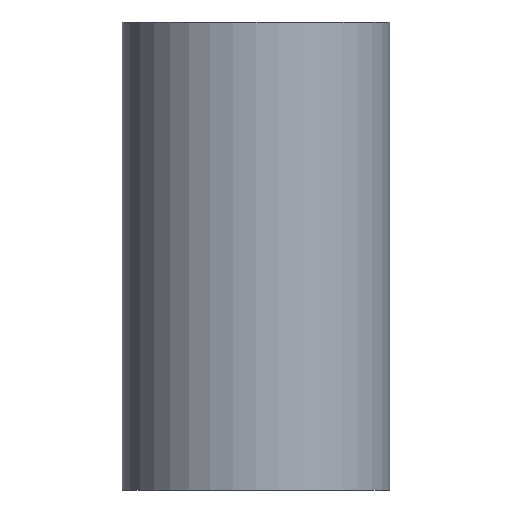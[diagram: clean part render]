
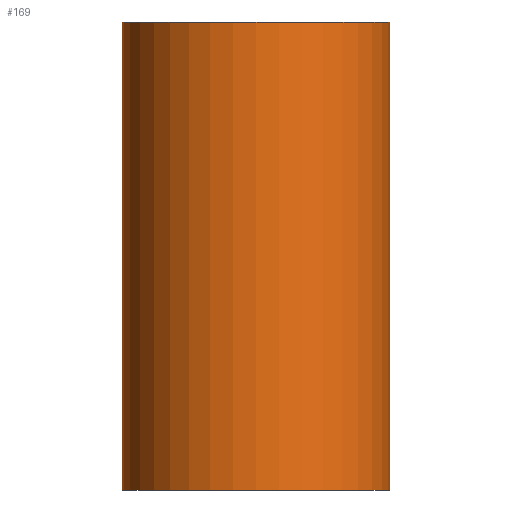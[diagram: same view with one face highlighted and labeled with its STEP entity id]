
A CAD part, front view. The second image highlights one B-rep face of the part: STEP entity #169.
In plain terms, the highlighted cylindrical face has radius 12 mm (diameter 24 mm), a partial arc.
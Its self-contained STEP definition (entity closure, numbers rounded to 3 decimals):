
#2 = ORIENTED_EDGE ( 'NONE', *, *, #175, .F. ) ;
#3 = DIRECTION ( 'NONE',  ( 1., 0., 0. ) ) ;
#12 = LINE ( 'NONE', #77, #137 ) ;
#13 = CARTESIAN_POINT ( 'NONE',  ( -12., 0., 21. ) ) ;
#17 = AXIS2_PLACEMENT_3D ( 'NONE', #170, #34, #3 ) ;
#26 = AXIS2_PLACEMENT_3D ( 'NONE', #154, #145, #79 ) ;
#27 = DIRECTION ( 'NONE',  ( 0., 0., -1. ) ) ;
#28 = CARTESIAN_POINT ( 'NONE',  ( 12., 0., 21. ) ) ;
#34 = DIRECTION ( 'NONE',  ( 0., 0., 1. ) ) ;
#35 = EDGE_CURVE ( 'NONE', #133, #114, #12, .T. ) ;
#36 = VERTEX_POINT ( 'NONE', #167 ) ;
#39 = ORIENTED_EDGE ( 'NONE', *, *, #132, .T. ) ;
#41 = EDGE_LOOP ( 'NONE', ( #134, #2, #116, #39 ) ) ;
#67 = CIRCLE ( 'NONE', #17, 12. ) ;
#77 = CARTESIAN_POINT ( 'NONE',  ( 12., 0., 21. ) ) ;
#78 = DIRECTION ( 'NONE',  ( 1., 0., 0. ) ) ;
#79 = DIRECTION ( 'NONE',  ( -1., 0., 0. ) ) ;
#102 = DIRECTION ( 'NONE',  ( 0., 0., -1. ) ) ;
#105 = CARTESIAN_POINT ( 'NONE',  ( 12., 0., -21. ) ) ;
#106 = CARTESIAN_POINT ( 'NONE',  ( -12., 0., -21. ) ) ;
#110 = FACE_OUTER_BOUND ( 'NONE', #41, .T. ) ;
#114 = VERTEX_POINT ( 'NONE', #105 ) ;
#116 = ORIENTED_EDGE ( 'NONE', *, *, #117, .T. ) ;
#117 = EDGE_CURVE ( 'NONE', #36, #146, #152, .T. ) ;
#123 = AXIS2_PLACEMENT_3D ( 'NONE', #182, #165, #78 ) ;
#132 = EDGE_CURVE ( 'NONE', #146, #114, #199, .T. ) ;
#133 = VERTEX_POINT ( 'NONE', #28 ) ;
#134 = ORIENTED_EDGE ( 'NONE', *, *, #35, .F. ) ;
#137 = VECTOR ( 'NONE', #102, 1000. ) ;
#145 = DIRECTION ( 'NONE',  ( 0., 0., -1. ) ) ;
#146 = VERTEX_POINT ( 'NONE', #106 ) ;
#149 = CYLINDRICAL_SURFACE ( 'NONE', #26, 12. ) ;
#152 = LINE ( 'NONE', #13, #184 ) ;
#154 = CARTESIAN_POINT ( 'NONE',  ( 0., 0., 21. ) ) ;
#165 = DIRECTION ( 'NONE',  ( 0., 0., 1. ) ) ;
#167 = CARTESIAN_POINT ( 'NONE',  ( -12., 0., 21. ) ) ;
#169 = ADVANCED_FACE ( 'NONE', ( #110 ), #149, .T. ) ;
#170 = CARTESIAN_POINT ( 'NONE',  ( 0., 0., 21. ) ) ;
#175 = EDGE_CURVE ( 'NONE', #36, #133, #67, .T. ) ;
#182 = CARTESIAN_POINT ( 'NONE',  ( 0., 0., -21. ) ) ;
#184 = VECTOR ( 'NONE', #27, 1000. ) ;
#199 = CIRCLE ( 'NONE', #123, 12. ) ;
